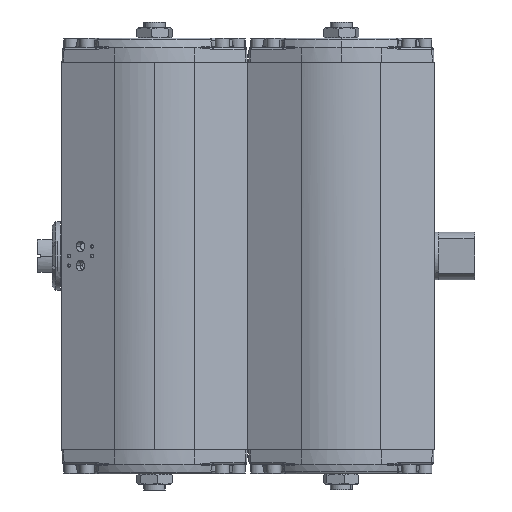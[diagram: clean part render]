
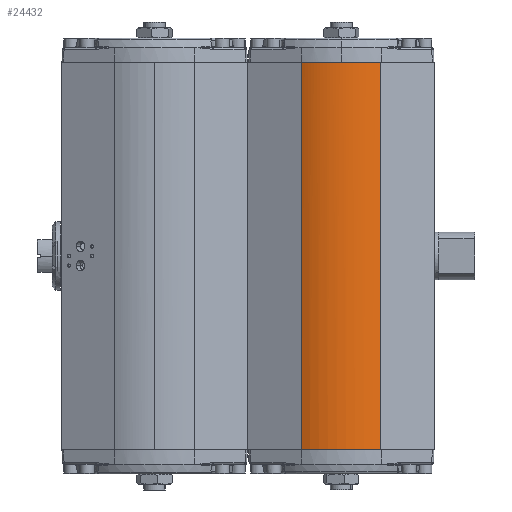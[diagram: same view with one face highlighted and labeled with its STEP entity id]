
A CAD part, left-side view. The second image highlights one B-rep face of the part: STEP entity #24432.
In plain terms, the highlighted cylindrical face has radius 110 mm (diameter 220 mm), a partial arc.
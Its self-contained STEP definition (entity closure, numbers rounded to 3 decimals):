
#5361 = CARTESIAN_POINT ( 'NONE',  ( 0., 0., -480.94 ) ) ;
#7979 = VECTOR ( 'NONE', #16745, 1000. ) ;
#8765 = DIRECTION ( 'NONE',  ( 0., 0., 1. ) ) ;
#13492 = DIRECTION ( 'NONE',  ( 1., 0., 0. ) ) ;
#15599 = DIRECTION ( 'NONE',  ( -1., 0., 0. ) ) ;
#16499 = CIRCLE ( 'NONE', #52308, 110. ) ;
#16630 = EDGE_CURVE ( 'NONE', #51327, #56373, #52935, .T. ) ;
#16745 = DIRECTION ( 'NONE',  ( 0., 0., 1. ) ) ;
#19965 = CIRCLE ( 'NONE', #58096, 110. ) ;
#20092 = EDGE_CURVE ( 'NONE', #51327, #36532, #16499, .T. ) ;
#21111 = CARTESIAN_POINT ( 'NONE',  ( -98.367, 49.233, -481. ) ) ;
#24432 = ADVANCED_FACE ( 'NONE', ( #30727 ), #40146, .T. ) ;
#26208 = AXIS2_PLACEMENT_3D ( 'NONE', #57329, #61597, #13492 ) ;
#26526 = ORIENTED_EDGE ( 'NONE', *, *, #69236, .T. ) ;
#27690 = ORIENTED_EDGE ( 'NONE', *, *, #16630, .F. ) ;
#28803 = CARTESIAN_POINT ( 'NONE',  ( 0., 0., 0. ) ) ;
#30266 = ORIENTED_EDGE ( 'NONE', *, *, #20092, .T. ) ;
#30557 = DIRECTION ( 'NONE',  ( 0., 0., 1. ) ) ;
#30727 = FACE_OUTER_BOUND ( 'NONE', #65682, .T. ) ;
#36532 = VERTEX_POINT ( 'NONE', #68249 ) ;
#38386 = CARTESIAN_POINT ( 'NONE',  ( -98.367, 49.233, -480.94 ) ) ;
#38783 = LINE ( 'NONE', #54583, #7979 ) ;
#40146 = CYLINDRICAL_SURFACE ( 'NONE', #26208, 110. ) ;
#41737 = EDGE_CURVE ( 'NONE', #56373, #59253, #19965, .T. ) ;
#41818 = CARTESIAN_POINT ( 'NONE',  ( -98.367, 49.233, 0. ) ) ;
#43262 = ORIENTED_EDGE ( 'NONE', *, *, #41737, .F. ) ;
#47145 = DIRECTION ( 'NONE',  ( 0., 0., 1. ) ) ;
#51327 = VERTEX_POINT ( 'NONE', #38386 ) ;
#52308 = AXIS2_PLACEMENT_3D ( 'NONE', #5361, #47145, #15599 ) ;
#52935 = LINE ( 'NONE', #21111, #61208 ) ;
#54583 = CARTESIAN_POINT ( 'NONE',  ( -98.367, -49.233, -481. ) ) ;
#55349 = CARTESIAN_POINT ( 'NONE',  ( -98.367, -49.233, 0. ) ) ;
#56373 = VERTEX_POINT ( 'NONE', #41818 ) ;
#57329 = CARTESIAN_POINT ( 'NONE',  ( 0., 0., -481. ) ) ;
#58096 = AXIS2_PLACEMENT_3D ( 'NONE', #28803, #8765, #60727 ) ;
#59253 = VERTEX_POINT ( 'NONE', #55349 ) ;
#60727 = DIRECTION ( 'NONE',  ( 1., 0., 0. ) ) ;
#61208 = VECTOR ( 'NONE', #30557, 1000. ) ;
#61597 = DIRECTION ( 'NONE',  ( 0., 0., 1. ) ) ;
#65682 = EDGE_LOOP ( 'NONE', ( #27690, #30266, #26526, #43262 ) ) ;
#68249 = CARTESIAN_POINT ( 'NONE',  ( -98.367, -49.233, -480.94 ) ) ;
#69236 = EDGE_CURVE ( 'NONE', #36532, #59253, #38783, .T. ) ;
